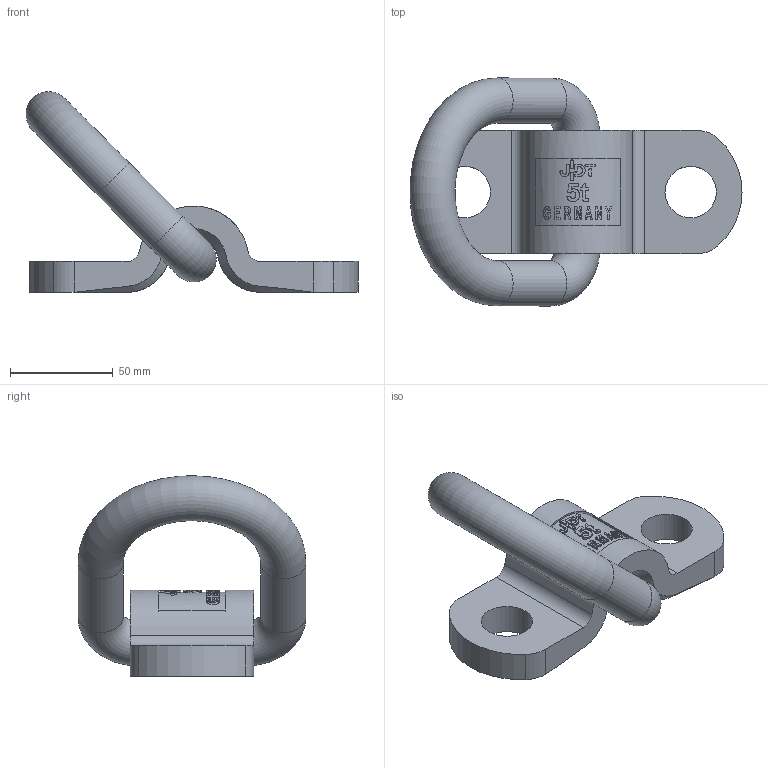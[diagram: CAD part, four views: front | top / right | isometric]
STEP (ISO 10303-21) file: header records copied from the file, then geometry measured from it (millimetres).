
FILE_DESCRIPTION(/* description */ (''),/* implementation_level */ '2;1');
FILE_NAME(/* name */ 'TAPG 5 45°.stp',/* time_stamp */ '2022-05-19T10:40:35+02:00',/* author */ (''),/* organization */ (''),/* preprocessor_version */ 'ST-DEVELOPER v16',/* originating_system */ 'SIEMENS PLM Software NX 11.0',/* authorisation */ '');
FILE_SCHEMA (('AUTOMOTIVE_DESIGN { 1 0 10303 214 3 1 1 1 }'));
Length unit declared in the file: millimetre
Products named in the file (1): CAD0056384_001_TAPG 5
Bounding box: 161.67 x 111 x 97.67 mm (x, y, z)
Volume: 264481.5 mm3; surface area: 50732.8 mm2
Topology: 2 solids, 2 shells, 198 faces, 526 edges, 348 vertices
Faces by surface type: plane 112, cylinder 52, extrusion 29, torus 3, bspline 2
Full cylindrical faces by diameter (mm): 22 x3, 25 x2
Entity records: 8141 total; most frequent: CARTESIAN_POINT 3268, ORIENTED_EDGE 1032, DIRECTION 935, EDGE_CURVE 516, VERTEX_POINT 346, AXIS2_PLACEMENT_3D 326, VECTOR 283, LINE 254
